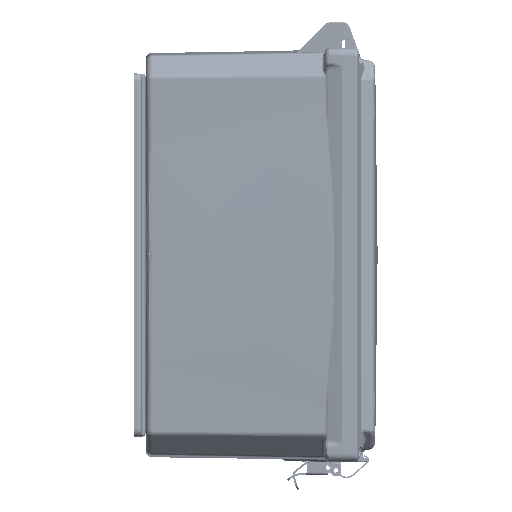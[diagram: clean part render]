
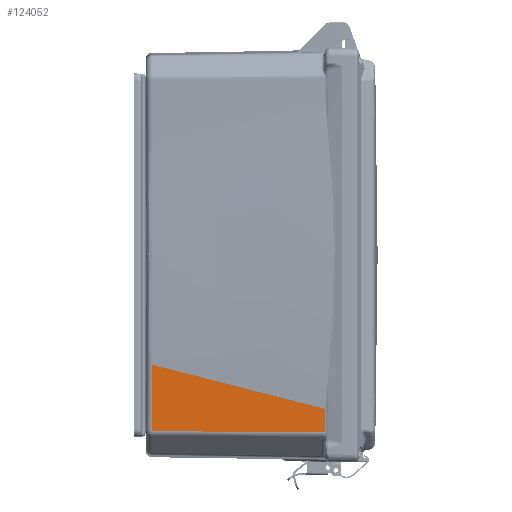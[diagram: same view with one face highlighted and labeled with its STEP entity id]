
A CAD part, front view. The second image highlights one B-rep face of the part: STEP entity #124052.
In plain terms, the highlighted planar face has unit normal (-0.018, -1, 0).
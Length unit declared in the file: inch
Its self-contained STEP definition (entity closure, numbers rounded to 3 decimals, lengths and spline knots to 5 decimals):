
#10967 = CARTESIAN_POINT ( 'NONE',  ( -4.31354, -7.08971, -3.69265 ) ) ;
#15657 = CARTESIAN_POINT ( 'NONE',  ( -5.77332, -7.06423, -5.34143 ) ) ;
#16490 = CARTESIAN_POINT ( 'NONE',  ( -0.50592, -7.15617, 6.74752 ) ) ;
#18172 = CARTESIAN_POINT ( 'NONE',  ( -0.50592, -7.15617, -4.66613 ) ) ;
#21688 = DIRECTION ( 'NONE',  ( -0.017, -1., 0. ) ) ;
#25364 = CARTESIAN_POINT ( 'NONE',  ( -5.77332, -7.06423, 10.7888 ) ) ;
#30128 = VECTOR ( 'NONE', #105815, 39.37008 ) ;
#34383 = VECTOR ( 'NONE', #132899, 39.37008 ) ;
#41653 = VERTEX_POINT ( 'NONE', #193113 ) ;
#45226 = EDGE_CURVE ( 'NONE', #96041, #72544, #186358, .T. ) ;
#50374 = EDGE_CURVE ( 'NONE', #72544, #41653, #136500, .T. ) ;
#54102 = DIRECTION ( 'NONE',  ( 0., 0., 1. ) ) ;
#56779 = CARTESIAN_POINT ( 'NONE',  ( -5.77332, -7.06423, -5.34143 ) ) ;
#64449 = VECTOR ( 'NONE', #54102, 39.37008 ) ;
#66156 = CARTESIAN_POINT ( 'NONE',  ( 0., -7.165, 6.74752 ) ) ;
#66168 = EDGE_LOOP ( 'NONE', ( #82287, #162333, #157545, #139814 ) ) ;
#66519 = AXIS2_PLACEMENT_3D ( 'NONE', #66156, #21688, #95593 ) ;
#66815 = PLANE ( 'NONE',  #66519 ) ;
#69820 = CARTESIAN_POINT ( 'NONE',  ( -0.50592, -7.15617, -4.66613 ) ) ;
#72544 = VERTEX_POINT ( 'NONE', #18172 ) ;
#82287 = ORIENTED_EDGE ( 'NONE', *, *, #113519, .T. ) ;
#95593 = DIRECTION ( 'NONE',  ( 1., -0.017, 0. ) ) ;
#96041 = VERTEX_POINT ( 'NONE', #181679 ) ;
#104253 = LINE ( 'NONE', #25364, #64449 ) ;
#105815 = DIRECTION ( 'NONE',  ( 1., -0.017, -0.007 ) ) ;
#113519 = EDGE_CURVE ( 'NONE', #188442, #96041, #167885, .T. ) ;
#124052 = ADVANCED_FACE ( 'NONE', ( #138417 ), #66815, .T. ) ;
#132899 = DIRECTION ( 'NONE',  ( 0., 0., 1. ) ) ;
#136500 = B_SPLINE_CURVE_WITH_KNOTS ( 'NONE', 3,
 ( #69820, #144912, #10967, #143643 ),
 .UNSPECIFIED., .F., .F.,
 ( 4, 4 ),
 ( 0., 1. ),
 .UNSPECIFIED. ) ;
#138417 = FACE_OUTER_BOUND ( 'NONE', #66168, .T. ) ;
#139814 = ORIENTED_EDGE ( 'NONE', *, *, #152483, .F. ) ;
#143643 = CARTESIAN_POINT ( 'NONE',  ( -5.77332, -7.06423, -3.32044 ) ) ;
#144912 = CARTESIAN_POINT ( 'NONE',  ( -2.55774, -7.12035, -4.14121 ) ) ;
#152483 = EDGE_CURVE ( 'NONE', #188442, #41653, #104253, .T. ) ;
#157545 = ORIENTED_EDGE ( 'NONE', *, *, #50374, .T. ) ;
#162333 = ORIENTED_EDGE ( 'NONE', *, *, #45226, .T. ) ;
#167885 = LINE ( 'NONE', #15657, #30128 ) ;
#181679 = CARTESIAN_POINT ( 'NONE',  ( -0.50592, -7.15617, -5.37952 ) ) ;
#186358 = LINE ( 'NONE', #16490, #34383 ) ;
#188442 = VERTEX_POINT ( 'NONE', #56779 ) ;
#193113 = CARTESIAN_POINT ( 'NONE',  ( -5.77332, -7.06423, -3.32044 ) ) ;
